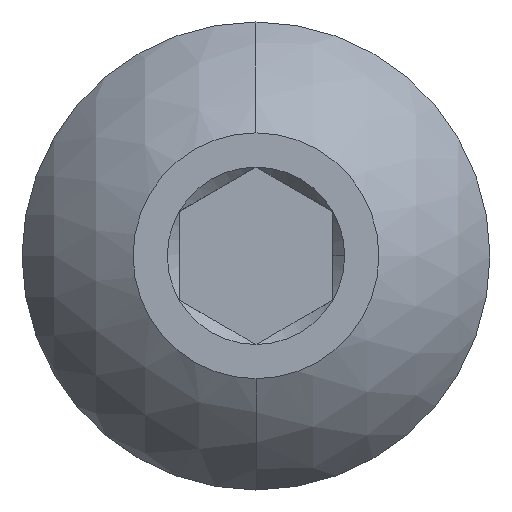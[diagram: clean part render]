
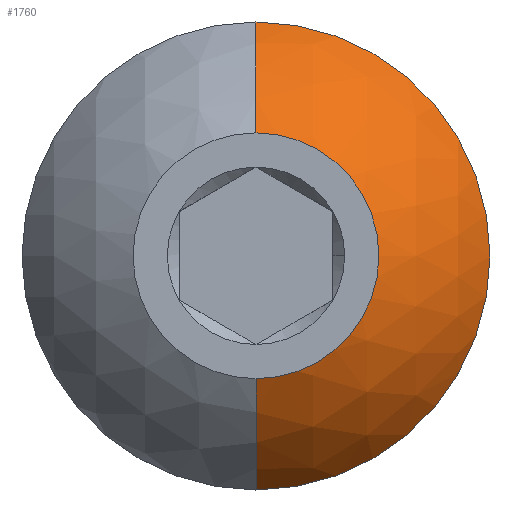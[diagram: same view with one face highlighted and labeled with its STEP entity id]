
A CAD part, top view. The second image highlights one B-rep face of the part: STEP entity #1760.
In plain terms, the highlighted spherical face has radius 3.424 mm.
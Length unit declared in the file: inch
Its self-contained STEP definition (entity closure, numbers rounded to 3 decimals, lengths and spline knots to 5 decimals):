
#1286 = EDGE_LOOP ( 'NONE', ( #4762, #4761, #4760, #4759, #4758 ) ) ;
#1410 = FACE_OUTER_BOUND ( 'NONE', #1286, .T. ) ;
#1412 = SPHERICAL_SURFACE ( 'NONE', #3629, 0.13481 ) ;
#1492 = CIRCLE ( 'NONE', #3647, 0.119 ) ;
#1494 = CIRCLE ( 'NONE', #3644, 0.13481 ) ;
#1495 = CIRCLE ( 'NONE', #3645, 0.0625 ) ;
#1496 = CIRCLE ( 'NONE', #3646, 0.13481 ) ;
#1505 = CIRCLE ( 'NONE', #3650, 0.119 ) ;
#1760 = ADVANCED_FACE ( 'NONE', ( #1410 ), #1412, .T. ) ;
#2325 = EDGE_CURVE ( 'NONE', #4767, #4794, #1494, .T. ) ;
#2326 = EDGE_CURVE ( 'NONE', #4794, #4822, #1495, .T. ) ;
#2327 = EDGE_CURVE ( 'NONE', #4785, #4822, #1496, .T. ) ;
#2328 = EDGE_CURVE ( 'NONE', #4767, #4772, #1492, .T. ) ;
#2335 = EDGE_CURVE ( 'NONE', #4772, #4785, #1505, .T. ) ;
#2757 = DIRECTION ( 'NONE',  ( 1., 0., 0. ) ) ;
#2759 = CARTESIAN_POINT ( 'NONE',  ( 0., 0., -0.11945 ) ) ;
#2762 = DIRECTION ( 'NONE',  ( 0., -1., 0. ) ) ;
#3445 = CARTESIAN_POINT ( 'NONE',  ( 0., -0.0625, 0. ) ) ;
#3463 = CARTESIAN_POINT ( 'NONE',  ( 0.119, 0., -0.0561 ) ) ;
#3464 = CARTESIAN_POINT ( 'NONE',  ( 0., 0.119, -0.0561 ) ) ;
#3466 = CARTESIAN_POINT ( 'NONE',  ( 0., -0.119, -0.0561 ) ) ;
#3517 = CARTESIAN_POINT ( 'NONE',  ( 0., 0.0625, 0. ) ) ;
#3629 = AXIS2_PLACEMENT_3D ( 'NONE', #2759, #2757, #2762 ) ;
#3644 = AXIS2_PLACEMENT_3D ( 'NONE', #3654, #3655, #3656 ) ;
#3645 = AXIS2_PLACEMENT_3D ( 'NONE', #3657, #3658, #3659 ) ;
#3646 = AXIS2_PLACEMENT_3D ( 'NONE', #3660, #3661, #3662 ) ;
#3647 = AXIS2_PLACEMENT_3D ( 'NONE', #3664, #3665, #3666 ) ;
#3650 = AXIS2_PLACEMENT_3D ( 'NONE', #3683, #3684, #3685 ) ;
#3654 = CARTESIAN_POINT ( 'NONE',  ( 0., 0., -0.11945 ) ) ;
#3655 = DIRECTION ( 'NONE',  ( -1., 0., 0. ) ) ;
#3656 = DIRECTION ( 'NONE',  ( 0., -1., 0. ) ) ;
#3657 = CARTESIAN_POINT ( 'NONE',  ( 0., 0., 0. ) ) ;
#3658 = DIRECTION ( 'NONE',  ( 0., 0., 1. ) ) ;
#3659 = DIRECTION ( 'NONE',  ( 1., 0., 0. ) ) ;
#3660 = CARTESIAN_POINT ( 'NONE',  ( 0., 0., -0.11945 ) ) ;
#3661 = DIRECTION ( 'NONE',  ( 1., 0., 0. ) ) ;
#3662 = DIRECTION ( 'NONE',  ( 0., 1., 0. ) ) ;
#3664 = CARTESIAN_POINT ( 'NONE',  ( 0., 0., -0.0561 ) ) ;
#3665 = DIRECTION ( 'NONE',  ( 0., 0., 1. ) ) ;
#3666 = DIRECTION ( 'NONE',  ( 1., 0., 0. ) ) ;
#3683 = CARTESIAN_POINT ( 'NONE',  ( 0., 0., -0.0561 ) ) ;
#3684 = DIRECTION ( 'NONE',  ( 0., 0., 1. ) ) ;
#3685 = DIRECTION ( 'NONE',  ( 1., 0., 0. ) ) ;
#4758 = ORIENTED_EDGE ( 'NONE', *, *, #2325, .F. ) ;
#4759 = ORIENTED_EDGE ( 'NONE', *, *, #2326, .F. ) ;
#4760 = ORIENTED_EDGE ( 'NONE', *, *, #2327, .T. ) ;
#4761 = ORIENTED_EDGE ( 'NONE', *, *, #2335, .T. ) ;
#4762 = ORIENTED_EDGE ( 'NONE', *, *, #2328, .T. ) ;
#4767 = VERTEX_POINT ( 'NONE', #3466 ) ;
#4772 = VERTEX_POINT ( 'NONE', #3463 ) ;
#4785 = VERTEX_POINT ( 'NONE', #3464 ) ;
#4794 = VERTEX_POINT ( 'NONE', #3445 ) ;
#4822 = VERTEX_POINT ( 'NONE', #3517 ) ;
